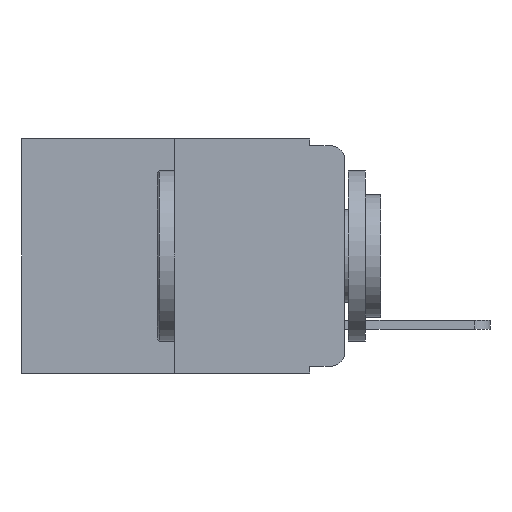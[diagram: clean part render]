
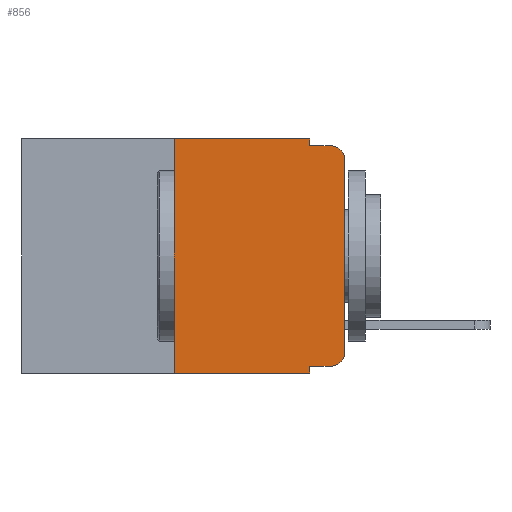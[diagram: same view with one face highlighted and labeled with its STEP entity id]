
A CAD part, left-side view. The second image highlights one B-rep face of the part: STEP entity #856.
In plain terms, the highlighted planar face has unit normal (-1, 0, 0).
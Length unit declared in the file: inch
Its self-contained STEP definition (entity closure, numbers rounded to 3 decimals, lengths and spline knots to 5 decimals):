
#102 = VERTEX_POINT ( 'NONE', #3951 ) ;
#526 = EDGE_CURVE ( 'NONE', #17246, #8163, #6195, .T. ) ;
#541 = ORIENTED_EDGE ( 'NONE', *, *, #6052, .F. ) ;
#654 = DIRECTION ( 'NONE',  ( 1., 0., 0. ) ) ;
#856 = ADVANCED_FACE ( 'NONE', ( #24998 ), #22908, .F. ) ;
#1207 = LINE ( 'NONE', #2497, #17874 ) ;
#1871 = LINE ( 'NONE', #1916, #17272 ) ;
#1916 = CARTESIAN_POINT ( 'NONE',  ( 0., 0.25, 0. ) ) ;
#2497 = CARTESIAN_POINT ( 'NONE',  ( 0., 0.051, 0. ) ) ;
#3085 = ORIENTED_EDGE ( 'NONE', *, *, #10908, .T. ) ;
#3580 = DIRECTION ( 'NONE',  ( 0., 0., 1. ) ) ;
#3846 = ORIENTED_EDGE ( 'NONE', *, *, #13306, .T. ) ;
#3951 = CARTESIAN_POINT ( 'NONE',  ( 0., 0.051, -0.333 ) ) ;
#3974 = VERTEX_POINT ( 'NONE', #11997 ) ;
#4072 = CARTESIAN_POINT ( 'NONE',  ( 0., 0.051, -0.333 ) ) ;
#4234 = CARTESIAN_POINT ( 'NONE',  ( 0., 0.02, -0.03 ) ) ;
#4502 = CARTESIAN_POINT ( 'NONE',  ( 0., 0.25, 0. ) ) ;
#5151 = ORIENTED_EDGE ( 'NONE', *, *, #12844, .T. ) ;
#6052 = EDGE_CURVE ( 'NONE', #102, #6862, #1207, .T. ) ;
#6195 = LINE ( 'NONE', #22416, #21029 ) ;
#6275 = CARTESIAN_POINT ( 'NONE',  ( 0., 0.473, -0.343 ) ) ;
#6299 = VECTOR ( 'NONE', #18184, 39.37008 ) ;
#6572 = CARTESIAN_POINT ( 'NONE',  ( 0., 0.051, 0. ) ) ;
#6862 = VERTEX_POINT ( 'NONE', #16929 ) ;
#7043 = VERTEX_POINT ( 'NONE', #10919 ) ;
#7206 = CARTESIAN_POINT ( 'NONE',  ( 0., 0.473, 0. ) ) ;
#7314 = AXIS2_PLACEMENT_3D ( 'NONE', #18955, #654, #10812 ) ;
#7550 = EDGE_CURVE ( 'NONE', #8163, #18055, #10953, .T. ) ;
#7961 = EDGE_CURVE ( 'NONE', #7043, #15571, #1871, .T. ) ;
#8163 = VERTEX_POINT ( 'NONE', #23490 ) ;
#8635 = LINE ( 'NONE', #7206, #13671 ) ;
#10036 = DIRECTION ( 'NONE',  ( 0., 0., -1. ) ) ;
#10283 = AXIS2_PLACEMENT_3D ( 'NONE', #13232, #25023, #15252 ) ;
#10440 = DIRECTION ( 'NONE',  ( 0., 0., -1. ) ) ;
#10467 = ORIENTED_EDGE ( 'NONE', *, *, #7961, .F. ) ;
#10812 = DIRECTION ( 'NONE',  ( 0., 0., -1. ) ) ;
#10908 = EDGE_CURVE ( 'NONE', #15543, #17246, #14501, .T. ) ;
#10919 = CARTESIAN_POINT ( 'NONE',  ( 0., 0.25, -0.343 ) ) ;
#10953 = CIRCLE ( 'NONE', #16137, 0.02 ) ;
#11833 = ORIENTED_EDGE ( 'NONE', *, *, #7550, .T. ) ;
#11964 = LINE ( 'NONE', #18277, #16058 ) ;
#11997 = CARTESIAN_POINT ( 'NONE',  ( 0., 0.051, 0. ) ) ;
#12285 = EDGE_CURVE ( 'NONE', #15403, #18055, #11964, .T. ) ;
#12844 = EDGE_CURVE ( 'NONE', #7043, #6862, #23021, .T. ) ;
#13232 = CARTESIAN_POINT ( 'NONE',  ( 0., 0.02, -0.313 ) ) ;
#13306 = EDGE_CURVE ( 'NONE', #102, #15543, #16921, .T. ) ;
#13619 = EDGE_LOOP ( 'NONE', ( #18121, #11833, #25182, #22628, #17173, #10467, #5151, #541, #3846, #3085 ) ) ;
#13671 = VECTOR ( 'NONE', #15245, 39.37008 ) ;
#13706 = DIRECTION ( 'NONE',  ( 0., -1., 0. ) ) ;
#14309 = VECTOR ( 'NONE', #22774, 39.37008 ) ;
#14501 = CIRCLE ( 'NONE', #10283, 0.02 ) ;
#15100 = CARTESIAN_POINT ( 'NONE',  ( 0., 0.051, -0.01 ) ) ;
#15245 = DIRECTION ( 'NONE',  ( 0., -1., 0. ) ) ;
#15252 = DIRECTION ( 'NONE',  ( 0., 0., -1. ) ) ;
#15403 = VERTEX_POINT ( 'NONE', #15100 ) ;
#15543 = VERTEX_POINT ( 'NONE', #17566 ) ;
#15571 = VERTEX_POINT ( 'NONE', #4502 ) ;
#16058 = VECTOR ( 'NONE', #22164, 39.37008 ) ;
#16137 = AXIS2_PLACEMENT_3D ( 'NONE', #4234, #22125, #10036 ) ;
#16921 = LINE ( 'NONE', #4072, #22321 ) ;
#16929 = CARTESIAN_POINT ( 'NONE',  ( 0., 0.051, -0.343 ) ) ;
#17173 = ORIENTED_EDGE ( 'NONE', *, *, #24730, .F. ) ;
#17246 = VERTEX_POINT ( 'NONE', #20231 ) ;
#17272 = VECTOR ( 'NONE', #3580, 39.37008 ) ;
#17566 = CARTESIAN_POINT ( 'NONE',  ( 0., 0.02, -0.333 ) ) ;
#17874 = VECTOR ( 'NONE', #10440, 39.37008 ) ;
#18055 = VERTEX_POINT ( 'NONE', #18942 ) ;
#18121 = ORIENTED_EDGE ( 'NONE', *, *, #526, .T. ) ;
#18184 = DIRECTION ( 'NONE',  ( 0., -1., 0. ) ) ;
#18277 = CARTESIAN_POINT ( 'NONE',  ( 0., 0.051, -0.01 ) ) ;
#18942 = CARTESIAN_POINT ( 'NONE',  ( 0., 0.02, -0.01 ) ) ;
#18955 = CARTESIAN_POINT ( 'NONE',  ( 0., 0.473, 0. ) ) ;
#19472 = LINE ( 'NONE', #6572, #14309 ) ;
#20231 = CARTESIAN_POINT ( 'NONE',  ( 0., 0., -0.313 ) ) ;
#21029 = VECTOR ( 'NONE', #24315, 39.37008 ) ;
#22125 = DIRECTION ( 'NONE',  ( -1., 0., 0. ) ) ;
#22164 = DIRECTION ( 'NONE',  ( 0., -1., 0. ) ) ;
#22321 = VECTOR ( 'NONE', #13706, 39.37008 ) ;
#22416 = CARTESIAN_POINT ( 'NONE',  ( 0., 0., 0. ) ) ;
#22628 = ORIENTED_EDGE ( 'NONE', *, *, #24280, .F. ) ;
#22774 = DIRECTION ( 'NONE',  ( 0., 0., -1. ) ) ;
#22908 = PLANE ( 'NONE',  #7314 ) ;
#23021 = LINE ( 'NONE', #6275, #6299 ) ;
#23490 = CARTESIAN_POINT ( 'NONE',  ( 0., 0., -0.03 ) ) ;
#24280 = EDGE_CURVE ( 'NONE', #3974, #15403, #19472, .T. ) ;
#24315 = DIRECTION ( 'NONE',  ( 0., 0., 1. ) ) ;
#24730 = EDGE_CURVE ( 'NONE', #15571, #3974, #8635, .T. ) ;
#24998 = FACE_OUTER_BOUND ( 'NONE', #13619, .T. ) ;
#25023 = DIRECTION ( 'NONE',  ( -1., 0., 0. ) ) ;
#25182 = ORIENTED_EDGE ( 'NONE', *, *, #12285, .F. ) ;
